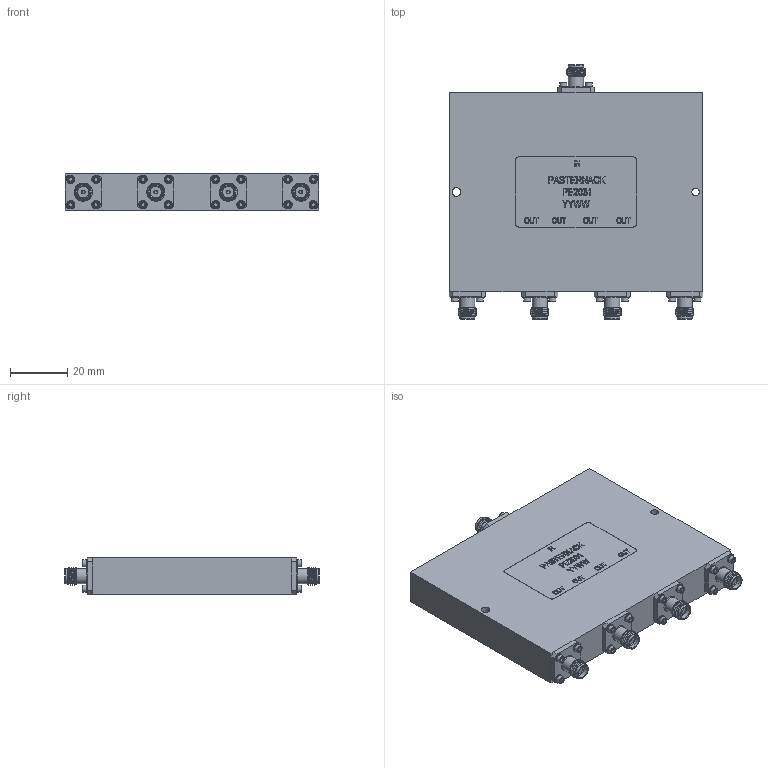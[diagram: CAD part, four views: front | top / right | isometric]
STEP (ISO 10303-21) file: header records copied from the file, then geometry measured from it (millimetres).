
FILE_DESCRIPTION (( 'STEP AP203' ), '1' );
FILE_NAME ('PE2031_3D.step', '2021-07-07T16:01:42', ( '' ), ( '' ), 'SwSTEP 2.0', 'SolidWorks 2020', '' );
FILE_SCHEMA (( 'CONFIG_CONTROL_DESIGN' ));
Length unit declared in the file: inch
Products named in the file (1): PE2031_3D
Bounding box: 88.9 x 89 x 12.75 mm (x, y, z)
Volume: 80958.9 mm3; surface area: 19346.2 mm2
Topology: 1 solids, 21 shells, 1237 faces, 2863 edges, 1820 vertices
Faces by surface type: plane 632, cylinder 213, bspline 202, cone 185, torus 5
Full cylindrical faces by diameter (mm): 1.016 x5, 1.27 x12, 1.524 x60, 1.854 x25, 2.438 x20, 2.667 x1, 2.946 x20, 3.048 x1, 4.521 x5, 5.08 x5, 5.334 x10
Entity records: 58613 total; most frequent: CARTESIAN_POINT 34873, ORIENTED_EDGE 4842, DIRECTION 4245, EDGE_CURVE 2421, VERTEX_POINT 1622, EDGE_LOOP 1557, AXIS2_PLACEMENT_3D 1492, FACE_OUTER_BOUND 1306
